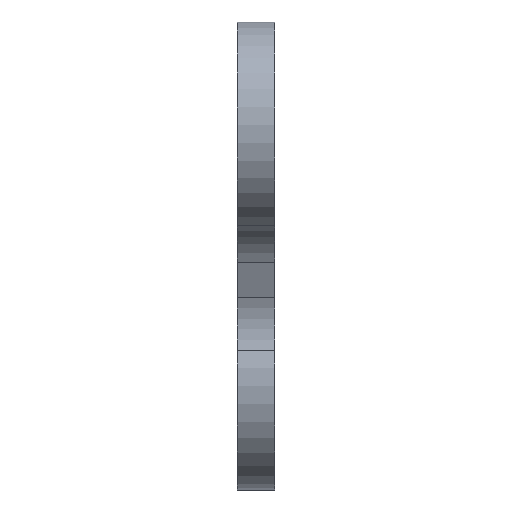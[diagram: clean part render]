
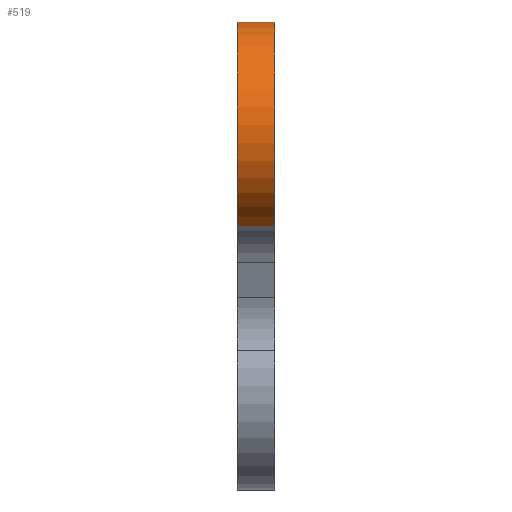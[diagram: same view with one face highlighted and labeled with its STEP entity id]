
A CAD part, left-side view. The second image highlights one B-rep face of the part: STEP entity #519.
In plain terms, the highlighted cylindrical face has radius 139.996 mm (diameter 279.992 mm), a partial arc.
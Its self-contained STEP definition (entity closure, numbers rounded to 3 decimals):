
#3 = LINE ( 'NONE', #974, #127 ) ;
#59 = CARTESIAN_POINT ( 'NONE',  ( -155.885, 50., 90. ) ) ;
#82 = VERTEX_POINT ( 'NONE', #174 ) ;
#87 = DIRECTION ( 'NONE',  ( 0., -1., 0. ) ) ;
#104 = AXIS2_PLACEMENT_3D ( 'NONE', #336, #491, #257 ) ;
#105 = CARTESIAN_POINT ( 'NONE',  ( -65.253, 50., 196.699 ) ) ;
#127 = VECTOR ( 'NONE', #87, 1000. ) ;
#152 = CARTESIAN_POINT ( 'NONE',  ( -65.253, 50., 196.699 ) ) ;
#174 = CARTESIAN_POINT ( 'NONE',  ( -208.185, 0., -39.86 ) ) ;
#241 = ORIENTED_EDGE ( 'NONE', *, *, #810, .T. ) ;
#257 = DIRECTION ( 'NONE',  ( 0., 0., 1. ) ) ;
#306 = VECTOR ( 'NONE', #629, 1000. ) ;
#314 = CARTESIAN_POINT ( 'NONE',  ( -208.185, 50., -39.86 ) ) ;
#336 = CARTESIAN_POINT ( 'NONE',  ( -155.885, 0., 90. ) ) ;
#389 = LINE ( 'NONE', #152, #306 ) ;
#477 = VERTEX_POINT ( 'NONE', #314 ) ;
#491 = DIRECTION ( 'NONE',  ( 0., 1., 0. ) ) ;
#503 = CARTESIAN_POINT ( 'NONE',  ( -155.885, 50., 90. ) ) ;
#506 = ORIENTED_EDGE ( 'NONE', *, *, #913, .T. ) ;
#519 = ADVANCED_FACE ( 'NONE', ( #710 ), #546, .T. ) ;
#538 = VERTEX_POINT ( 'NONE', #1017 ) ;
#543 = EDGE_CURVE ( 'NONE', #902, #538, #389, .T. ) ;
#546 = CYLINDRICAL_SURFACE ( 'NONE', #858, 139.996 ) ;
#605 = CIRCLE ( 'NONE', #104, 139.996 ) ;
#618 = DIRECTION ( 'NONE',  ( 0., 0., -1. ) ) ;
#629 = DIRECTION ( 'NONE',  ( 0., -1., 0. ) ) ;
#630 = EDGE_LOOP ( 'NONE', ( #506, #720, #829, #241 ) ) ;
#648 = DIRECTION ( 'NONE',  ( 0., 1., 0. ) ) ;
#687 = AXIS2_PLACEMENT_3D ( 'NONE', #503, #648, #959 ) ;
#710 = FACE_OUTER_BOUND ( 'NONE', #630, .T. ) ;
#720 = ORIENTED_EDGE ( 'NONE', *, *, #543, .F. ) ;
#810 = EDGE_CURVE ( 'NONE', #477, #82, #3, .T. ) ;
#824 = CIRCLE ( 'NONE', #687, 139.996 ) ;
#829 = ORIENTED_EDGE ( 'NONE', *, *, #890, .F. ) ;
#858 = AXIS2_PLACEMENT_3D ( 'NONE', #59, #1013, #618 ) ;
#890 = EDGE_CURVE ( 'NONE', #477, #902, #824, .T. ) ;
#902 = VERTEX_POINT ( 'NONE', #105 ) ;
#913 = EDGE_CURVE ( 'NONE', #82, #538, #605, .T. ) ;
#959 = DIRECTION ( 'NONE',  ( 0., 0., 1. ) ) ;
#974 = CARTESIAN_POINT ( 'NONE',  ( -208.185, 50., -39.86 ) ) ;
#1013 = DIRECTION ( 'NONE',  ( 0., -1., 0. ) ) ;
#1017 = CARTESIAN_POINT ( 'NONE',  ( -65.253, 0., 196.699 ) ) ;
